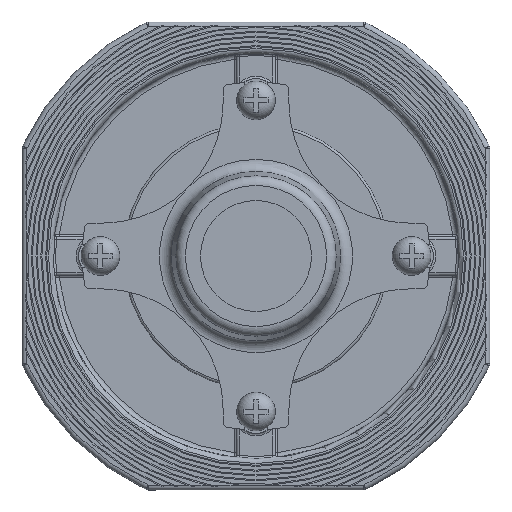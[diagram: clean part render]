
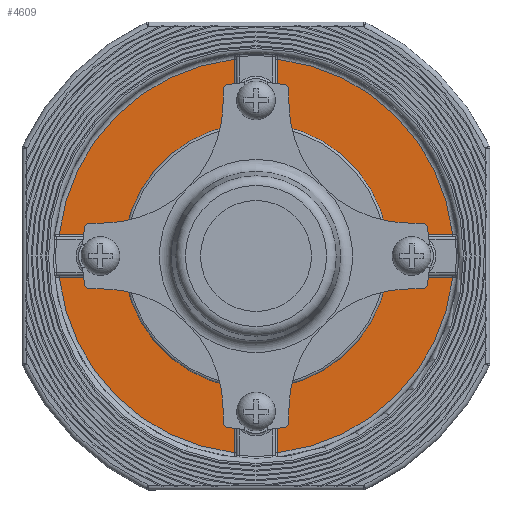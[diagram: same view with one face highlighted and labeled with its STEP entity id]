
A CAD part, left-side view. The second image highlights one B-rep face of the part: STEP entity #4609.
In plain terms, the highlighted planar face has unit normal (-1, 0, 0).
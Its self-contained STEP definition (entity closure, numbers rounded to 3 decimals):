
#17 = AXIS2_PLACEMENT_3D ( 'NONE', #41966, #41968, #41969 ) ;
#18 = CIRCLE ( 'NONE', #17, 27.5 ) ;
#22 = VECTOR ( 'NONE', #41983, 1000. ) ;
#29 = AXIS2_PLACEMENT_3D ( 'NONE', #42006, #42007, #42009 ) ;
#32 = CIRCLE ( 'NONE', #29, 4.5 ) ;
#38 = VECTOR ( 'NONE', #42035, 1000. ) ;
#4609 = ADVANCED_FACE ( 'NONE', ( #8649, #8664 ), #8665, .F. ) ;
#8649 = FACE_OUTER_BOUND ( 'NONE', #9167, .T. ) ;
#8664 = FACE_BOUND ( 'NONE', #9570, .T. ) ;
#8665 = PLANE ( 'NONE',  #40669 ) ;
#8674 = CARTESIAN_POINT ( 'NONE',  ( -8., 42., 0. ) ) ;
#8675 = DIRECTION ( 'NONE',  ( 1., 0., 0. ) ) ;
#8676 = DIRECTION ( 'NONE',  ( 0., 0., -1. ) ) ;
#9167 = EDGE_LOOP ( 'NONE', ( #33930, #33146, #33931, #33569, #33558, #33172, #32798, #32829, #33918, #33348, #33139, #32767, #32837, #33927, #33142, #33932 ) ) ;
#9570 = EDGE_LOOP ( 'NONE', ( #33422 ) ) ;
#19490 = CIRCLE ( 'NONE', #19492, 4.5 ) ;
#19492 = AXIS2_PLACEMENT_3D ( 'NONE', #42142, #42144, #42146 ) ;
#19495 = CIRCLE ( 'NONE', #19497, 41. ) ;
#19496 = CIRCLE ( 'NONE', #19499, 4.5 ) ;
#19497 = AXIS2_PLACEMENT_3D ( 'NONE', #42162, #42164, #42166 ) ;
#19499 = AXIS2_PLACEMENT_3D ( 'NONE', #42171, #42172, #42173 ) ;
#19502 = VECTOR ( 'NONE', #42182, 1000. ) ;
#19513 = VECTOR ( 'NONE', #42222, 1000. ) ;
#19522 = VECTOR ( 'NONE', #42262, 1000. ) ;
#19546 = VECTOR ( 'NONE', #38067, 1000. ) ;
#19570 = VECTOR ( 'NONE', #38170, 1000. ) ;
#19605 = CIRCLE ( 'NONE', #19608, 41. ) ;
#19608 = AXIS2_PLACEMENT_3D ( 'NONE', #38568, #38569, #38570 ) ;
#19621 = CIRCLE ( 'NONE', #19623, 41. ) ;
#19623 = AXIS2_PLACEMENT_3D ( 'NONE', #38592, #38593, #38594 ) ;
#19628 = CIRCLE ( 'NONE', #19631, 41. ) ;
#19631 = AXIS2_PLACEMENT_3D ( 'NONE', #38606, #38607, #38608 ) ;
#19649 = VECTOR ( 'NONE', #38639, 1000. ) ;
#19657 = CIRCLE ( 'NONE', #19659, 4.5 ) ;
#19659 = AXIS2_PLACEMENT_3D ( 'NONE', #38656, #38657, #38658 ) ;
#31951 = CARTESIAN_POINT ( 'NONE',  ( -8., -32.25, -4.5 ) ) ;
#31967 = CARTESIAN_POINT ( 'NONE',  ( -8., 4.5, -32.25 ) ) ;
#31974 = CARTESIAN_POINT ( 'NONE',  ( -8., -4.5, 40.752 ) ) ;
#31975 = CARTESIAN_POINT ( 'NONE',  ( -8., -4.5, 32.25 ) ) ;
#31976 = CARTESIAN_POINT ( 'NONE',  ( -8., 32.25, -4.5 ) ) ;
#31977 = CARTESIAN_POINT ( 'NONE',  ( -8., 40.752, 4.5 ) ) ;
#31981 = CARTESIAN_POINT ( 'NONE',  ( -8., 32.25, 4.5 ) ) ;
#31982 = CARTESIAN_POINT ( 'NONE',  ( -8., 40.752, -4.5 ) ) ;
#31983 = CARTESIAN_POINT ( 'NONE',  ( -8., 4.5, -40.752 ) ) ;
#31986 = CARTESIAN_POINT ( 'NONE',  ( -8., -4.5, -40.752 ) ) ;
#31990 = CARTESIAN_POINT ( 'NONE',  ( -8., 4.5, 40.752 ) ) ;
#31996 = CARTESIAN_POINT ( 'NONE',  ( -8., -32.25, 4.5 ) ) ;
#32002 = CARTESIAN_POINT ( 'NONE',  ( -8., -40.752, 4.5 ) ) ;
#32012 = CARTESIAN_POINT ( 'NONE',  ( -8., -4.5, -32.25 ) ) ;
#32017 = CARTESIAN_POINT ( 'NONE',  ( -8., -40.752, -4.5 ) ) ;
#32019 = CARTESIAN_POINT ( 'NONE',  ( -8., 4.5, 32.25 ) ) ;
#32415 = VERTEX_POINT ( 'NONE', #32418 ) ;
#32418 = CARTESIAN_POINT ( 'NONE',  ( -8., 0., -27.5 ) ) ;
#32767 = ORIENTED_EDGE ( 'NONE', *, *, #37917, .T. ) ;
#32798 = ORIENTED_EDGE ( 'NONE', *, *, #37993, .T. ) ;
#32829 = ORIENTED_EDGE ( 'NONE', *, *, #37924, .T. ) ;
#32837 = ORIENTED_EDGE ( 'NONE', *, *, #37904, .F. ) ;
#33139 = ORIENTED_EDGE ( 'NONE', *, *, #37984, .T. ) ;
#33142 = ORIENTED_EDGE ( 'NONE', *, *, #37907, .T. ) ;
#33146 = ORIENTED_EDGE ( 'NONE', *, *, #37957, .T. ) ;
#33172 = ORIENTED_EDGE ( 'NONE', *, *, #37941, .T. ) ;
#33348 = ORIENTED_EDGE ( 'NONE', *, *, #37885, .T. ) ;
#33422 = ORIENTED_EDGE ( 'NONE', *, *, #37873, .T. ) ;
#33558 = ORIENTED_EDGE ( 'NONE', *, *, #37908, .F. ) ;
#33569 = ORIENTED_EDGE ( 'NONE', *, *, #38008, .T. ) ;
#33918 = ORIENTED_EDGE ( 'NONE', *, *, #37880, .F. ) ;
#33927 = ORIENTED_EDGE ( 'NONE', *, *, #37910, .T. ) ;
#33930 = ORIENTED_EDGE ( 'NONE', *, *, #38013, .F. ) ;
#33931 = ORIENTED_EDGE ( 'NONE', *, *, #37997, .T. ) ;
#33932 = ORIENTED_EDGE ( 'NONE', *, *, #37876, .T. ) ;
#37873 = EDGE_CURVE ( 'NONE', #32415, #32415, #18, .T. ) ;
#37876 = EDGE_CURVE ( 'NONE', #40567, #40316, #41964, .T. ) ;
#37880 = EDGE_CURVE ( 'NONE', #40394, #40402, #32, .T. ) ;
#37885 = EDGE_CURVE ( 'NONE', #40394, #40403, #42018, .T. ) ;
#37904 = EDGE_CURVE ( 'NONE', #40550, #40430, #19490, .T. ) ;
#37907 = EDGE_CURVE ( 'NONE', #40427, #40567, #19495, .T. ) ;
#37908 = EDGE_CURVE ( 'NONE', #40565, #40399, #19496, .T. ) ;
#37910 = EDGE_CURVE ( 'NONE', #40550, #40427, #42169, .T. ) ;
#37917 = EDGE_CURVE ( 'NONE', #40410, #40430, #42197, .T. ) ;
#37924 = EDGE_CURVE ( 'NONE', #40407, #40402, #42257, .T. ) ;
#37941 = EDGE_CURVE ( 'NONE', #40565, #40494, #38062, .T. ) ;
#37957 = EDGE_CURVE ( 'NONE', #40501, #40522, #38154, .T. ) ;
#37984 = EDGE_CURVE ( 'NONE', #40403, #40410, #19605, .T. ) ;
#37993 = EDGE_CURVE ( 'NONE', #40494, #40407, #19621, .T. ) ;
#37997 = EDGE_CURVE ( 'NONE', #40522, #40390, #19628, .T. ) ;
#38008 = EDGE_CURVE ( 'NONE', #40390, #40399, #38631, .T. ) ;
#38013 = EDGE_CURVE ( 'NONE', #40501, #40316, #19657, .T. ) ;
#38062 = LINE ( 'NONE', #38065, #19546 ) ;
#38065 = CARTESIAN_POINT ( 'NONE',  ( -8., 4.5, 40.804 ) ) ;
#38067 = DIRECTION ( 'NONE',  ( 0., 0., 1. ) ) ;
#38154 = LINE ( 'NONE', #38156, #19570 ) ;
#38156 = CARTESIAN_POINT ( 'NONE',  ( -8., -40.804, 4.5 ) ) ;
#38170 = DIRECTION ( 'NONE',  ( 0., -1., 0. ) ) ;
#38568 = CARTESIAN_POINT ( 'NONE',  ( -8., 0., 0. ) ) ;
#38569 = DIRECTION ( 'NONE',  ( -1., 0., 0. ) ) ;
#38570 = DIRECTION ( 'NONE',  ( 0., 0., -1. ) ) ;
#38592 = CARTESIAN_POINT ( 'NONE',  ( -8., 0., 0. ) ) ;
#38593 = DIRECTION ( 'NONE',  ( -1., 0., 0. ) ) ;
#38594 = DIRECTION ( 'NONE',  ( 0., 0., -1. ) ) ;
#38606 = CARTESIAN_POINT ( 'NONE',  ( -8., 0., 0. ) ) ;
#38607 = DIRECTION ( 'NONE',  ( -1., 0., 0. ) ) ;
#38608 = DIRECTION ( 'NONE',  ( 0., 0., -1. ) ) ;
#38631 = LINE ( 'NONE', #38632, #19649 ) ;
#38632 = CARTESIAN_POINT ( 'NONE',  ( -8., -4.5, 34.312 ) ) ;
#38639 = DIRECTION ( 'NONE',  ( 0., 0., -1. ) ) ;
#38656 = CARTESIAN_POINT ( 'NONE',  ( -8., -32.25, 0. ) ) ;
#38657 = DIRECTION ( 'NONE',  ( -1., 0., 0. ) ) ;
#38658 = DIRECTION ( 'NONE',  ( 0., 0., -1. ) ) ;
#40316 = VERTEX_POINT ( 'NONE', #31951 ) ;
#40390 = VERTEX_POINT ( 'NONE', #31974 ) ;
#40394 = VERTEX_POINT ( 'NONE', #31976 ) ;
#40399 = VERTEX_POINT ( 'NONE', #31975 ) ;
#40402 = VERTEX_POINT ( 'NONE', #31981 ) ;
#40403 = VERTEX_POINT ( 'NONE', #31982 ) ;
#40407 = VERTEX_POINT ( 'NONE', #31977 ) ;
#40410 = VERTEX_POINT ( 'NONE', #31983 ) ;
#40427 = VERTEX_POINT ( 'NONE', #31986 ) ;
#40430 = VERTEX_POINT ( 'NONE', #31967 ) ;
#40494 = VERTEX_POINT ( 'NONE', #31990 ) ;
#40501 = VERTEX_POINT ( 'NONE', #31996 ) ;
#40522 = VERTEX_POINT ( 'NONE', #32002 ) ;
#40550 = VERTEX_POINT ( 'NONE', #32012 ) ;
#40565 = VERTEX_POINT ( 'NONE', #32019 ) ;
#40567 = VERTEX_POINT ( 'NONE', #32017 ) ;
#40669 = AXIS2_PLACEMENT_3D ( 'NONE', #8674, #8675, #8676 ) ;
#41964 = LINE ( 'NONE', #41981, #22 ) ;
#41966 = CARTESIAN_POINT ( 'NONE',  ( -8., 0., 0. ) ) ;
#41968 = DIRECTION ( 'NONE',  ( 1., 0., 0. ) ) ;
#41969 = DIRECTION ( 'NONE',  ( 0., 0., -1. ) ) ;
#41981 = CARTESIAN_POINT ( 'NONE',  ( -8., -34.312, -4.5 ) ) ;
#41983 = DIRECTION ( 'NONE',  ( 0., 1., 0. ) ) ;
#42006 = CARTESIAN_POINT ( 'NONE',  ( -8., 32.25, 0. ) ) ;
#42007 = DIRECTION ( 'NONE',  ( -1., 0., 0. ) ) ;
#42009 = DIRECTION ( 'NONE',  ( 0., 0., -1. ) ) ;
#42016 = CARTESIAN_POINT ( 'NONE',  ( -8., 40.804, -4.5 ) ) ;
#42018 = LINE ( 'NONE', #42016, #38 ) ;
#42035 = DIRECTION ( 'NONE',  ( 0., 1., 0. ) ) ;
#42142 = CARTESIAN_POINT ( 'NONE',  ( -8., 0., -32.25 ) ) ;
#42144 = DIRECTION ( 'NONE',  ( -1., 0., 0. ) ) ;
#42146 = DIRECTION ( 'NONE',  ( 0., 0., -1. ) ) ;
#42162 = CARTESIAN_POINT ( 'NONE',  ( -8., 0., 0. ) ) ;
#42164 = DIRECTION ( 'NONE',  ( -1., 0., 0. ) ) ;
#42166 = DIRECTION ( 'NONE',  ( 0., 0., -1. ) ) ;
#42169 = LINE ( 'NONE', #42180, #19502 ) ;
#42171 = CARTESIAN_POINT ( 'NONE',  ( -8., 0., 32.25 ) ) ;
#42172 = DIRECTION ( 'NONE',  ( -1., 0., 0. ) ) ;
#42173 = DIRECTION ( 'NONE',  ( 0., 0., -1. ) ) ;
#42180 = CARTESIAN_POINT ( 'NONE',  ( -8., -4.5, -40.804 ) ) ;
#42182 = DIRECTION ( 'NONE',  ( 0., 0., -1. ) ) ;
#42197 = LINE ( 'NONE', #42207, #19513 ) ;
#42207 = CARTESIAN_POINT ( 'NONE',  ( -8., 4.5, -34.312 ) ) ;
#42222 = DIRECTION ( 'NONE',  ( 0., 0., 1. ) ) ;
#42257 = LINE ( 'NONE', #42260, #19522 ) ;
#42260 = CARTESIAN_POINT ( 'NONE',  ( -8., 34.312, 4.5 ) ) ;
#42262 = DIRECTION ( 'NONE',  ( 0., -1., 0. ) ) ;
